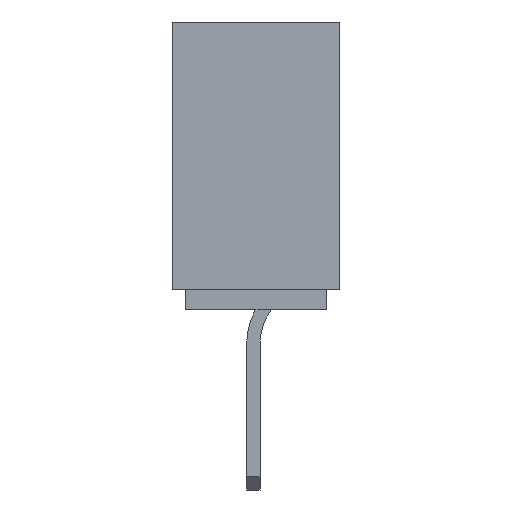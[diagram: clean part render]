
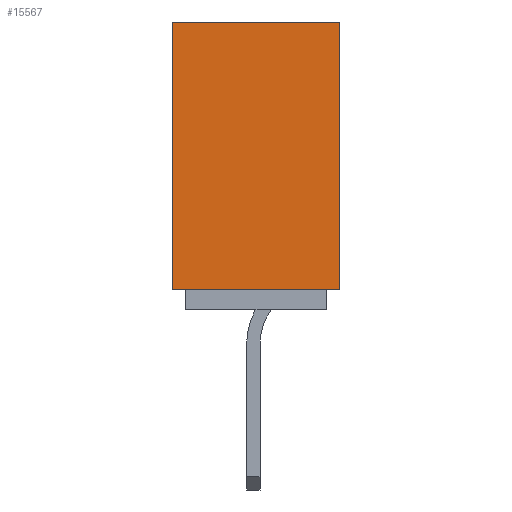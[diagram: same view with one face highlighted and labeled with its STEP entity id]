
A CAD part, left-side view. The second image highlights one B-rep face of the part: STEP entity #15567.
In plain terms, the highlighted planar face has unit normal (-1, 0, 0).
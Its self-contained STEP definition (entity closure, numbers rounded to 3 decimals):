
#1272=ORIENTED_EDGE('',*,*,#5980,.T.);
#1273=ORIENTED_EDGE('',*,*,#5981,.T.);
#1274=ORIENTED_EDGE('',*,*,#5982,.F.);
#1275=ORIENTED_EDGE('',*,*,#5983,.T.);
#5980=EDGE_CURVE('',#8303,#8304,#9900,.T.);
#5981=EDGE_CURVE('',#8304,#8305,#9901,.F.);
#5982=EDGE_CURVE('',#8306,#8305,#9902,.T.);
#5983=EDGE_CURVE('',#8306,#8303,#9903,.T.);
#8303=VERTEX_POINT('',#22864);
#8304=VERTEX_POINT('',#22865);
#8305=VERTEX_POINT('',#22867);
#8306=VERTEX_POINT('',#22869);
#9900=LINE('',#22863,#11644);
#9901=LINE('',#22866,#11645);
#9902=LINE('',#22868,#11646);
#9903=LINE('',#22870,#11647);
#11644=VECTOR('',#18240,1000.);
#11645=VECTOR('',#18241,1000.);
#11646=VECTOR('',#18242,1000.);
#11647=VECTOR('',#18243,1000.);
#13232=EDGE_LOOP('',(#1272,#1273,#1274,#1275));
#14124=FACE_BOUND('',#13232,.T.);
#15016=PLANE('',#16544);
#15567=ADVANCED_FACE('',(#14124),#15016,.F.);
#16544=AXIS2_PLACEMENT_3D('',#22862,#18238,#18239);
#18238=DIRECTION('',(1.,0.,0.));
#18239=DIRECTION('',(0.,0.,-1.));
#18240=DIRECTION('',(0.,0.,-1.));
#18241=DIRECTION('',(0.,1.,0.));
#18242=DIRECTION('',(0.,0.,-1.));
#18243=DIRECTION('',(0.,1.,0.));
#22862=CARTESIAN_POINT('',(-10.25,-1.25,2.15));
#22863=CARTESIAN_POINT('',(-10.25,1.25,2.15));
#22864=CARTESIAN_POINT('',(-10.25,1.25,2.15));
#22865=CARTESIAN_POINT('',(-10.25,1.25,-1.85));
#22866=CARTESIAN_POINT('',(-10.25,-1.25,-1.85));
#22867=CARTESIAN_POINT('',(-10.25,-1.25,-1.85));
#22868=CARTESIAN_POINT('',(-10.25,-1.25,2.15));
#22869=CARTESIAN_POINT('',(-10.25,-1.25,2.15));
#22870=CARTESIAN_POINT('',(-10.25,-1.25,2.15));
